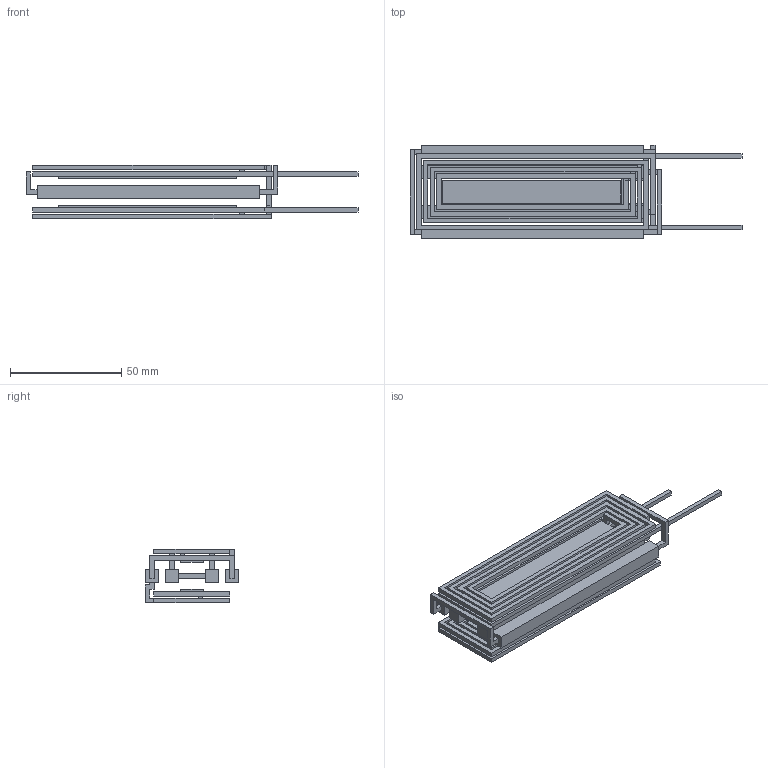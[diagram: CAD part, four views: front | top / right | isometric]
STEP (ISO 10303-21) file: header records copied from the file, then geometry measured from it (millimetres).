
FILE_DESCRIPTION(/* description */ (''),/* implementation_level */ '2;1');
FILE_NAME(/* name */ 'Square Augmented STEP file.step',/* time_stamp */ '2024-04-07T21:42:55+08:00',/* author */ (''),/* organization */ (''),/* preprocessor_version */ 'ST-DEVELOPER v19.2',/* originating_system */ 'Autodesk Translation Framework v12.6.0.85',/* authorisation */ '');
FILE_SCHEMA (('AUTOMOTIVE_DESIGN { 1 0 10303 214 3 1 1 }'));
Length unit declared in the file: millimetre
Products named in the file (1): Square Augmented // 3rd Trail
Bounding box: 149 x 42 x 24 mm (x, y, z)
Volume: 35245.5 mm3; surface area: 46321.9 mm2
Topology: 5 solids, 5 shells, 224 faces, 624 edges, 416 vertices
Faces by surface type: plane 224
Entity records: 7057 total; most frequent: CARTESIAN_POINT 1265, ORIENTED_EDGE 1248, DIRECTION 1074, LINE 624, VECTOR 624, EDGE_CURVE 624, VERTEX_POINT 416, EDGE_LOOP 230
